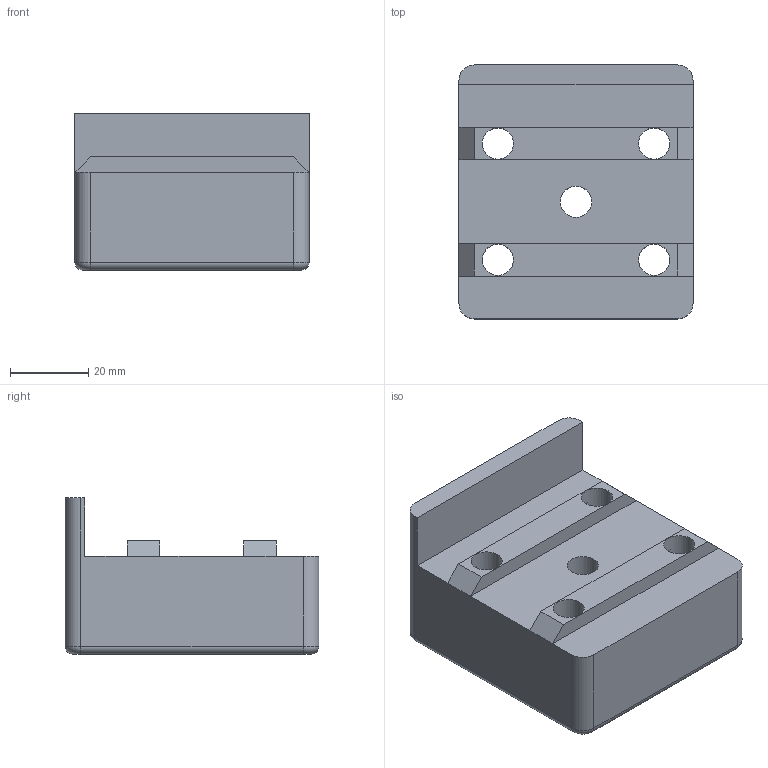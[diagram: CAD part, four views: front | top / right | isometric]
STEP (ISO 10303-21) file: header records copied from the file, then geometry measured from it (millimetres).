
FILE_DESCRIPTION(('FreeCAD Model'),'2;1');
FILE_NAME('Open CASCADE Shape Model','2024-08-02T08:19:08',(''),(''), 'Open CASCADE STEP processor 7.6','FreeCAD','Unknown');
FILE_SCHEMA(('AUTOMOTIVE_DESIGN { 1 0 10303 214 1 1 1 1 }'));
Length unit declared in the file: millimetre
Products named in the file (1): Innen25mm
Bounding box: 60 x 65 x 40 mm (x, y, z)
Volume: 93170.8 mm3; surface area: 20356.2 mm2
Topology: 1 solids, 1 shells, 67 faces, 164 edges, 104 vertices
Faces by surface type: plane 49, cylinder 14, torus 4
Full cylindrical faces by diameter (mm): 8 x5, 22 x1
Entity records: 4135 total; most frequent: CARTESIAN_POINT 717, DIRECTION 647, LINE 435, VECTOR 435, ORIENTED_EDGE 328, PCURVE 328, DEFINITIONAL_REPRESENTATION 328, EDGE_CURVE 164
